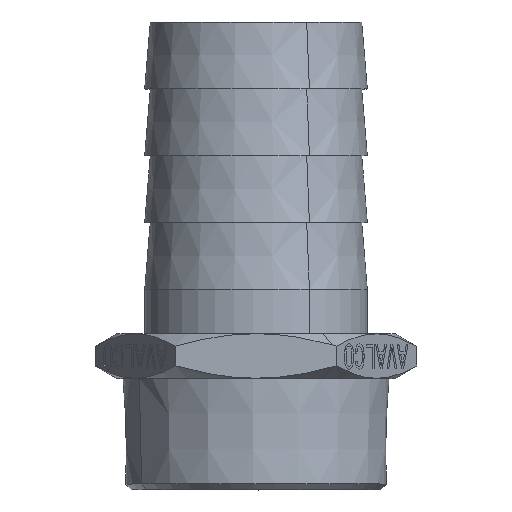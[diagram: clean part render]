
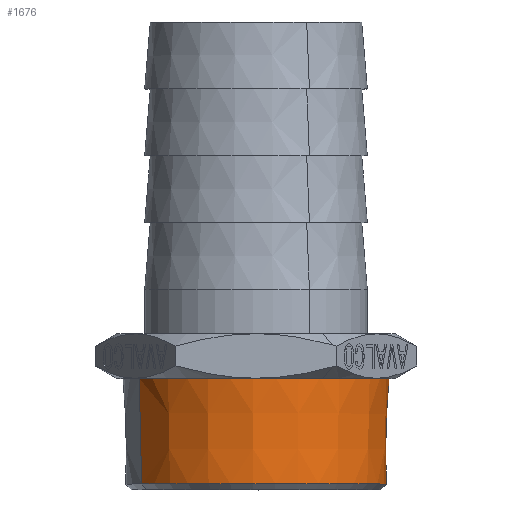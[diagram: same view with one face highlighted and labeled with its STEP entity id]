
A CAD part, top view. The second image highlights one B-rep face of the part: STEP entity #1676.
In plain terms, the highlighted conical face has half-angle 1.47 degrees and reference radius 23.387 mm.
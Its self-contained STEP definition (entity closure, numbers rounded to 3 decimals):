
#1615=CARTESIAN_POINT('Axis2P3D Location',(0.,0.,0.)) ;
#1619=CARTESIAN_POINT('Vertex',(-20.974,0.,11.458)) ;
#1621=CARTESIAN_POINT('Vertex',(20.974,0.,-11.458)) ;
#1634=CARTESIAN_POINT('Axis2P3D Location',(0.,-20.,0.)) ;
#1639=CARTESIAN_POINT('Line Origine',(-20.749,-10.,11.335)) ;
#1643=CARTESIAN_POINT('Vertex',(-20.547,-18.974,11.225)) ;
#1646=CARTESIAN_POINT('Line Origine',(20.749,-10.,-11.335)) ;
#1650=CARTESIAN_POINT('Vertex',(20.547,-18.974,-11.225)) ;
#1665=CARTESIAN_POINT('Axis2P3D Location',(0.,-18.974,0.)) ;
#1616=DIRECTION('Axis2P3D Direction',(0.,1.,0.)) ;
#1635=DIRECTION('Axis2P3D Direction',(0.,1.,0.)) ;
#1636=DIRECTION('Axis2P3D XDirection',(-0.878,0.,0.479)) ;
#1640=DIRECTION('Vector Direction',(-0.023,1.,0.012)) ;
#1647=DIRECTION('Vector Direction',(0.023,1.,-0.012)) ;
#1666=DIRECTION('Axis2P3D Direction',(0.,1.,0.)) ;
#1617=AXIS2_PLACEMENT_3D('Circle Axis2P3D',#1615,#1616,$) ;
#1637=AXIS2_PLACEMENT_3D('Cone Axis2P3D',#1634,#1635,#1636) ;
#1667=AXIS2_PLACEMENT_3D('Circle Axis2P3D',#1665,#1666,$) ;
#1671=ORIENTED_EDGE('',*,*,#1652,.T.) ;
#1672=ORIENTED_EDGE('',*,*,#1623,.F.) ;
#1673=ORIENTED_EDGE('',*,*,#1645,.F.) ;
#1674=ORIENTED_EDGE('',*,*,#1669,.T.) ;
#1641=VECTOR('Line Direction',#1640,1.) ;
#1648=VECTOR('Line Direction',#1647,1.) ;
#1676=ADVANCED_FACE('Corps principal',(#1675),#1638,.T.) ;
#1618=CIRCLE('generated circle',#1617,23.9) ;
#1668=CIRCLE('generated circle',#1667,23.413) ;
#1638=CONICAL_SURFACE('Cone',#1637,23.387,0.026) ;
#1623=EDGE_CURVE('',#1620,#1622,#1618,.T.) ;
#1645=EDGE_CURVE('',#1644,#1620,#1642,.T.) ;
#1652=EDGE_CURVE('',#1651,#1622,#1649,.T.) ;
#1669=EDGE_CURVE('',#1644,#1651,#1668,.T.) ;
#1670=EDGE_LOOP('',(#1671,#1672,#1673,#1674)) ;
#1675=FACE_OUTER_BOUND('',#1670,.T.) ;
#1642=LINE('Line',#1639,#1641) ;
#1649=LINE('Line',#1646,#1648) ;
#1620=VERTEX_POINT('',#1619) ;
#1622=VERTEX_POINT('',#1621) ;
#1644=VERTEX_POINT('',#1643) ;
#1651=VERTEX_POINT('',#1650) ;
